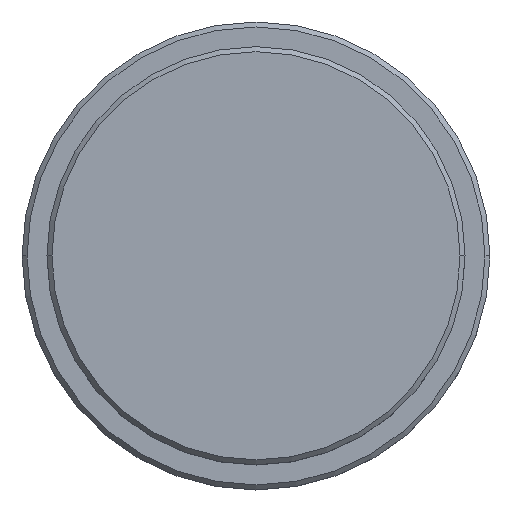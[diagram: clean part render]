
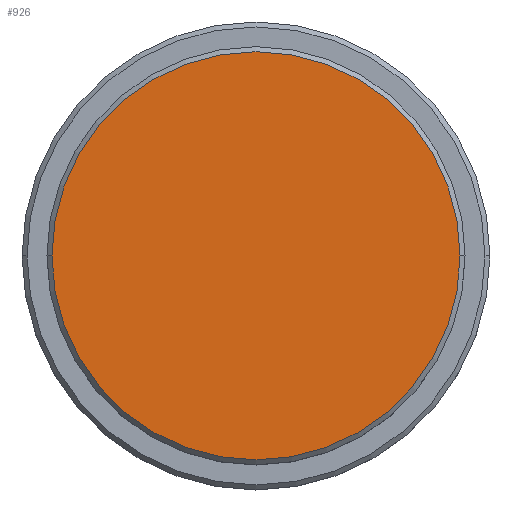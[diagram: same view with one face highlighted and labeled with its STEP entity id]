
A CAD part, top view. The second image highlights one B-rep face of the part: STEP entity #926.
In plain terms, the highlighted planar face has unit normal (0, 0, 1).
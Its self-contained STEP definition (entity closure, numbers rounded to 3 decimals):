
#9 = DIRECTION ( 'NONE',  ( 1., 0., 0. ) ) ;
#30 = CARTESIAN_POINT ( 'NONE',  ( 0., 0., 0. ) ) ;
#61 = VERTEX_POINT ( 'NONE', #534 ) ;
#75 = EDGE_CURVE ( 'NONE', #61, #163, #134, .T. ) ;
#134 = CIRCLE ( 'NONE', #791, 20.5 ) ;
#163 = VERTEX_POINT ( 'NONE', #439 ) ;
#216 = FACE_OUTER_BOUND ( 'NONE', #432, .T. ) ;
#293 = DIRECTION ( 'NONE',  ( 0., 0., 1. ) ) ;
#339 = CARTESIAN_POINT ( 'NONE',  ( 0., 0., 0. ) ) ;
#343 = AXIS2_PLACEMENT_3D ( 'NONE', #30, #1089, #997 ) ;
#432 = EDGE_LOOP ( 'NONE', ( #1028, #1161 ) ) ;
#439 = CARTESIAN_POINT ( 'NONE',  ( -20.5, 0., 0. ) ) ;
#528 = DIRECTION ( 'NONE',  ( 0., 0., 1. ) ) ;
#534 = CARTESIAN_POINT ( 'NONE',  ( 20.5, 0., 0. ) ) ;
#652 = PLANE ( 'NONE',  #343 ) ;
#770 = AXIS2_PLACEMENT_3D ( 'NONE', #1063, #293, #961 ) ;
#791 = AXIS2_PLACEMENT_3D ( 'NONE', #339, #528, #9 ) ;
#807 = EDGE_CURVE ( 'NONE', #163, #61, #1301, .T. ) ;
#926 = ADVANCED_FACE ( 'NONE', ( #216 ), #652, .T. ) ;
#961 = DIRECTION ( 'NONE',  ( 1., 0., 0. ) ) ;
#997 = DIRECTION ( 'NONE',  ( 1., 0., 0. ) ) ;
#1028 = ORIENTED_EDGE ( 'NONE', *, *, #807, .T. ) ;
#1063 = CARTESIAN_POINT ( 'NONE',  ( 0., 0., 0. ) ) ;
#1089 = DIRECTION ( 'NONE',  ( 0., 0., 1. ) ) ;
#1161 = ORIENTED_EDGE ( 'NONE', *, *, #75, .T. ) ;
#1301 = CIRCLE ( 'NONE', #770, 20.5 ) ;
